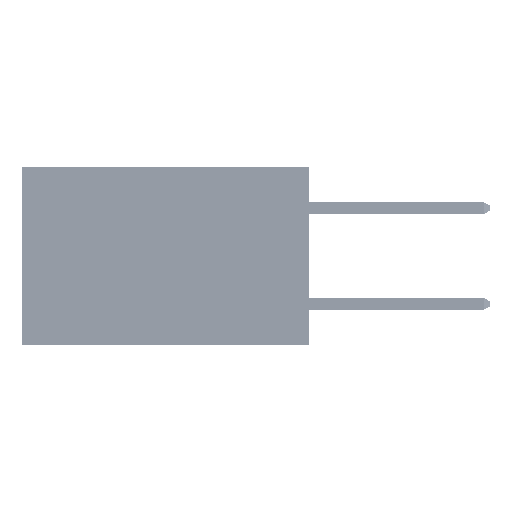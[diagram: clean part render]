
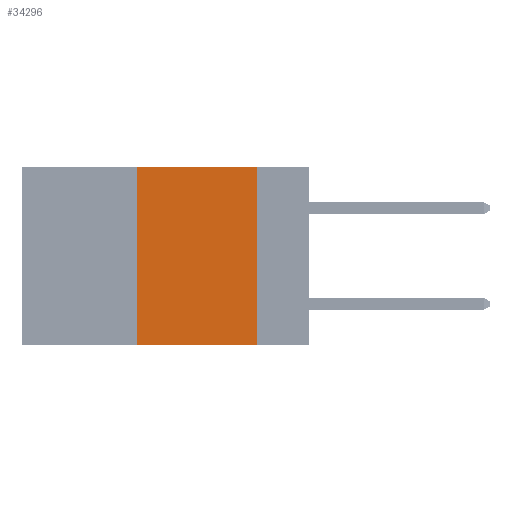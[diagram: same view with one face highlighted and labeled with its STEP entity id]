
A CAD part, left-side view. The second image highlights one B-rep face of the part: STEP entity #34296.
In plain terms, the highlighted planar face has unit normal (-1, 0, 0).
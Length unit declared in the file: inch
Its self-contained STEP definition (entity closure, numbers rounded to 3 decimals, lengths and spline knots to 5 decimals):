
#1899 = PLANE ( 'NONE',  #27926 ) ;
#10068 = DIRECTION ( 'NONE',  ( 1., 0., 0. ) ) ;
#10212 = EDGE_CURVE ( 'NONE', #20661, #32502, #21015, .T. ) ;
#10622 = CARTESIAN_POINT ( 'NONE',  ( 0., 0.6, -0.37 ) ) ;
#14957 = ORIENTED_EDGE ( 'NONE', *, *, #40710, .F. ) ;
#15266 = DIRECTION ( 'NONE',  ( 0., -1., 0. ) ) ;
#17611 = CARTESIAN_POINT ( 'NONE',  ( 0., 0.36, -0.37 ) ) ;
#17763 = DIRECTION ( 'NONE',  ( 0., 0., -1. ) ) ;
#18454 = LINE ( 'NONE', #10622, #34360 ) ;
#20661 = VERTEX_POINT ( 'NONE', #49636 ) ;
#21015 = LINE ( 'NONE', #35528, #33709 ) ;
#21461 = VERTEX_POINT ( 'NONE', #17611 ) ;
#21479 = DIRECTION ( 'NONE',  ( 0., 0., -1. ) ) ;
#27172 = CARTESIAN_POINT ( 'NONE',  ( 0., 0.11, 0. ) ) ;
#27926 = AXIS2_PLACEMENT_3D ( 'NONE', #30379, #10068, #17763 ) ;
#29474 = CARTESIAN_POINT ( 'NONE',  ( 0., 0.11, -0.37 ) ) ;
#29600 = VERTEX_POINT ( 'NONE', #29474 ) ;
#30379 = CARTESIAN_POINT ( 'NONE',  ( 0., 0.6, 0. ) ) ;
#30951 = VECTOR ( 'NONE', #36846, 39.37008 ) ;
#32502 = VERTEX_POINT ( 'NONE', #27172 ) ;
#32745 = ORIENTED_EDGE ( 'NONE', *, *, #37431, .T. ) ;
#33709 = VECTOR ( 'NONE', #43340, 39.37008 ) ;
#34296 = ADVANCED_FACE ( 'NONE', ( #51851 ), #1899, .F. ) ;
#34360 = VECTOR ( 'NONE', #15266, 39.37008 ) ;
#34694 = EDGE_LOOP ( 'NONE', ( #14957, #51693, #47963, #32745 ) ) ;
#35528 = CARTESIAN_POINT ( 'NONE',  ( 0., 0.6, 0. ) ) ;
#36846 = DIRECTION ( 'NONE',  ( 0., 0., 1. ) ) ;
#37431 = EDGE_CURVE ( 'NONE', #21461, #29600, #18454, .T. ) ;
#38525 = LINE ( 'NONE', #41564, #39177 ) ;
#39177 = VECTOR ( 'NONE', #21479, 39.37008 ) ;
#39906 = EDGE_CURVE ( 'NONE', #21461, #20661, #46844, .T. ) ;
#40710 = EDGE_CURVE ( 'NONE', #32502, #29600, #38525, .T. ) ;
#40756 = CARTESIAN_POINT ( 'NONE',  ( 0., 0.36, 0. ) ) ;
#41564 = CARTESIAN_POINT ( 'NONE',  ( 0., 0.11, 0. ) ) ;
#43340 = DIRECTION ( 'NONE',  ( 0., -1., 0. ) ) ;
#46844 = LINE ( 'NONE', #40756, #30951 ) ;
#47963 = ORIENTED_EDGE ( 'NONE', *, *, #39906, .F. ) ;
#49636 = CARTESIAN_POINT ( 'NONE',  ( 0., 0.36, 0. ) ) ;
#51693 = ORIENTED_EDGE ( 'NONE', *, *, #10212, .F. ) ;
#51851 = FACE_OUTER_BOUND ( 'NONE', #34694, .T. ) ;
